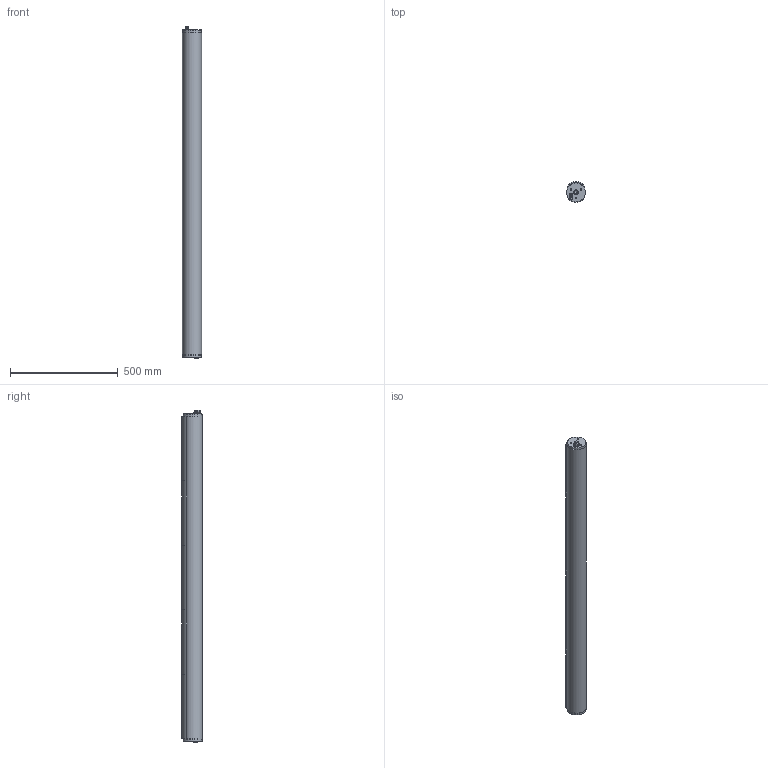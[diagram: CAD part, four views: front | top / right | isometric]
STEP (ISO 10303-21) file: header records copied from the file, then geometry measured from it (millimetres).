
FILE_DESCRIPTION (( 'STEP AP203' ), '1' );
FILE_NAME ('S38100XXX-110.STEP', '2020-01-03T19:38:05', ( '' ), ( '' ), 'SwSTEP 2.0', 'SolidWorks 2019', '' );
FILE_SCHEMA (( 'CONFIG_CONTROL_DESIGN' ));
Length unit declared in the file: inch
Products named in the file (10): Standard Airturn Plugs_38-0085; 90-0388_4860K126; Standard Airturn Housings_Website   ; 90-0398_5225K568; S38100XXX-110; Standard Airturn Wafers_64-0113-SK
Assembly tree (10 placements, depth 2):
  S38100XXX-110
    Standard Airturn Housings_Website   
    Standard Airturn Plugs_38-0085  x2
    90-0388_4860K126
    90-0398_5225K568
    Standard Airturn Wafers_64-0113-SK
    Standard Airturn Wafers_64-0113-SK
    Standard Airturn Wafers_64-0113-SK
    Standard Airturn Wafers_64-0113-SK
    Standard Airturn Wafers_64-0113-SK
Bounding box: 88.9 x 94.26 x 1543.97 mm (x, y, z)
Volume: 3633892.9 mm3; surface area: 1139040 mm2
Topology: 12 solids, 12 shells, 198 faces, 419 edges, 265 vertices
Faces by surface type: plane 69, cone 56, cylinder 55, bspline 10, torus 6, sphere 2
Full cylindrical faces by diameter (mm): 6.73 x2, 6.8 x6, 8 x1, 10.052 x1, 10.328 x1, 10.483 x1, 10.8 x1, 11.576 x1, 11.8 x2, 12.15 x1, 12.952 x1, 13.5 x1, 14.25 x1, 15.238 x2, 17 x1, 17.462 x2, 69.647 x2, 71.323 x4, 73.863 x8, 76.2 x1, 88.138 x2, 88.9 x1
Entity records: 11364 total; most frequent: CARTESIAN_POINT 7145, DIRECTION 664, ORIENTED_EDGE 542, AXIS2_PLACEMENT_3D 289, EDGE_CURVE 271, EDGE_LOOP 238, VERTEX_POINT 201, FACE_OUTER_BOUND 193
